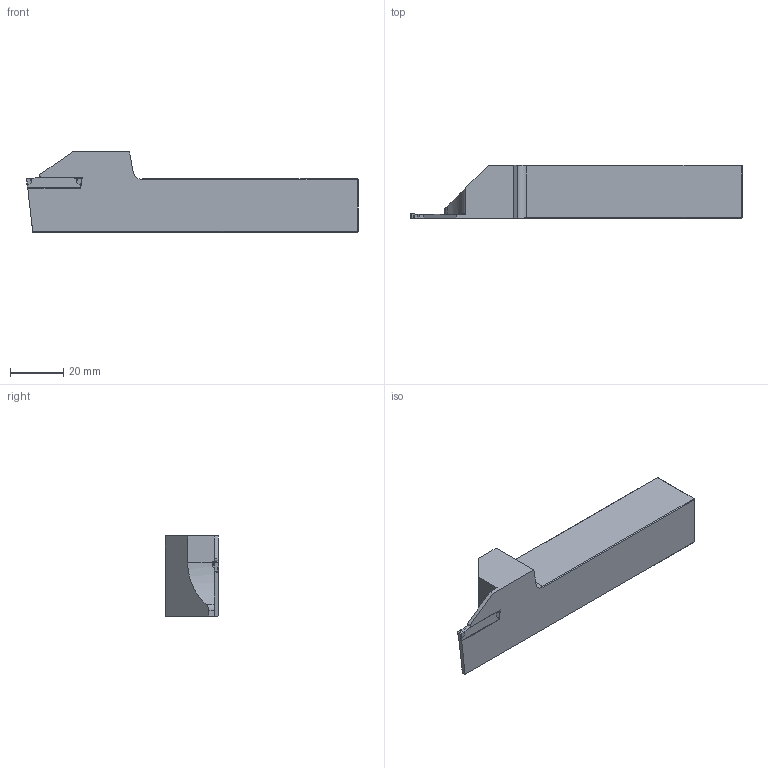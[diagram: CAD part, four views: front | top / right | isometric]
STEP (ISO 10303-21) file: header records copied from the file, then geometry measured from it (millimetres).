
FILE_DESCRIPTION(/* description */ (''),/* implementation_level */ '2;1');
FILE_NAME(/* name */ 'ADKT-SGC-R-2020-2-R20.stp',/* time_stamp */ '2023-10-28T16:44:08+03:00',/* author */ (''),/* organization */ (''),/* preprocessor_version */ 'ST-DEVELOPER v19.4',/* originating_system */ 'SIEMENS PLM Software NX2306.3001',/* authorisation */ '');
FILE_SCHEMA (('AUTOMOTIVE_DESIGN { 1 0 10303 214 3 1 1 1 }'));
Length unit declared in the file: millimetre
Products named in the file (1): ADKT-SGC-R-2020-2-R20-light
Bounding box: 125 x 20.25 x 30.15 mm (x, y, z)
Volume: 45586.8 mm3; surface area: 10764.6 mm2
Topology: 2 solids, 2 shells, 78 faces, 205 edges, 131 vertices
Faces by surface type: plane 59, cylinder 19
Entity records: 2699 total; most frequent: CARTESIAN_POINT 418, ORIENTED_EDGE 412, DIRECTION 407, EDGE_CURVE 206, LINE 163, VECTOR 163, VERTEX_POINT 133, AXIS2_PLACEMENT_3D 122
